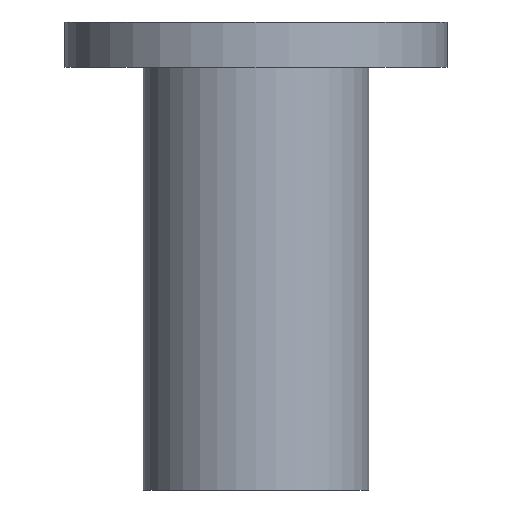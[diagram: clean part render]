
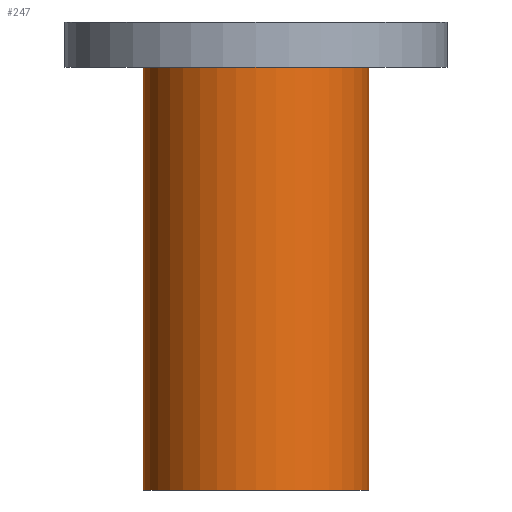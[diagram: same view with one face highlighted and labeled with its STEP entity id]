
A CAD part, front view. The second image highlights one B-rep face of the part: STEP entity #247.
In plain terms, the highlighted cylindrical face has radius 15 mm (diameter 30 mm), a partial arc.
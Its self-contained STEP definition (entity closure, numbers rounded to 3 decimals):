
#106 = CARTESIAN_POINT ( 'NONE',  ( 0., 0., -0.66 ) ) ;
#111 = DIRECTION ( 'NONE',  ( 0., 0., -1. ) ) ;
#212 = CARTESIAN_POINT ( 'NONE',  ( -15., 0., -0.66 ) ) ;
#224 = DIRECTION ( 'NONE',  ( 0., 0., 1. ) ) ;
#231 = AXIS2_PLACEMENT_3D ( 'NONE', #1953, #1254, #906 ) ;
#247 = ADVANCED_FACE ( 'NONE', ( #754 ), #559, .T. ) ;
#250 = DIRECTION ( 'NONE',  ( 0., 0., 1. ) ) ;
#334 = VERTEX_POINT ( 'NONE', #2043 ) ;
#345 = VECTOR ( 'NONE', #250, 1000. ) ;
#421 = CIRCLE ( 'NONE', #1356, 15. ) ;
#513 = EDGE_CURVE ( 'NONE', #1892, #1213, #1261, .T. ) ;
#559 = CYLINDRICAL_SURFACE ( 'NONE', #231, 15. ) ;
#620 = CARTESIAN_POINT ( 'NONE',  ( 15., 0., 55.54 ) ) ;
#743 = EDGE_CURVE ( 'NONE', #1213, #934, #421, .T. ) ;
#754 = FACE_OUTER_BOUND ( 'NONE', #1908, .T. ) ;
#784 = AXIS2_PLACEMENT_3D ( 'NONE', #106, #1812, #800 ) ;
#800 = DIRECTION ( 'NONE',  ( -1., 0., 0. ) ) ;
#806 = DIRECTION ( 'NONE',  ( -1., 0., 0. ) ) ;
#896 = EDGE_CURVE ( 'NONE', #334, #934, #2150, .T. ) ;
#906 = DIRECTION ( 'NONE',  ( 1., 0., 0. ) ) ;
#913 = ORIENTED_EDGE ( 'NONE', *, *, #743, .T. ) ;
#934 = VERTEX_POINT ( 'NONE', #2027 ) ;
#995 = ORIENTED_EDGE ( 'NONE', *, *, #1262, .F. ) ;
#997 = CIRCLE ( 'NONE', #784, 15. ) ;
#1012 = CARTESIAN_POINT ( 'NONE',  ( 0., 0., 55.54 ) ) ;
#1213 = VERTEX_POINT ( 'NONE', #620 ) ;
#1254 = DIRECTION ( 'NONE',  ( 0., 0., 1. ) ) ;
#1261 = LINE ( 'NONE', #1772, #2068 ) ;
#1262 = EDGE_CURVE ( 'NONE', #1892, #334, #997, .T. ) ;
#1282 = ORIENTED_EDGE ( 'NONE', *, *, #896, .F. ) ;
#1356 = AXIS2_PLACEMENT_3D ( 'NONE', #1012, #111, #806 ) ;
#1772 = CARTESIAN_POINT ( 'NONE',  ( 15., 0., -0.66 ) ) ;
#1812 = DIRECTION ( 'NONE',  ( 0., 0., -1. ) ) ;
#1892 = VERTEX_POINT ( 'NONE', #2077 ) ;
#1908 = EDGE_LOOP ( 'NONE', ( #1282, #995, #2119, #913 ) ) ;
#1953 = CARTESIAN_POINT ( 'NONE',  ( 0., 0., -0.66 ) ) ;
#2027 = CARTESIAN_POINT ( 'NONE',  ( -15., 0., 55.54 ) ) ;
#2043 = CARTESIAN_POINT ( 'NONE',  ( -15., 0., -0.66 ) ) ;
#2068 = VECTOR ( 'NONE', #224, 1000. ) ;
#2077 = CARTESIAN_POINT ( 'NONE',  ( 15., 0., -0.66 ) ) ;
#2119 = ORIENTED_EDGE ( 'NONE', *, *, #513, .T. ) ;
#2150 = LINE ( 'NONE', #212, #345 ) ;
